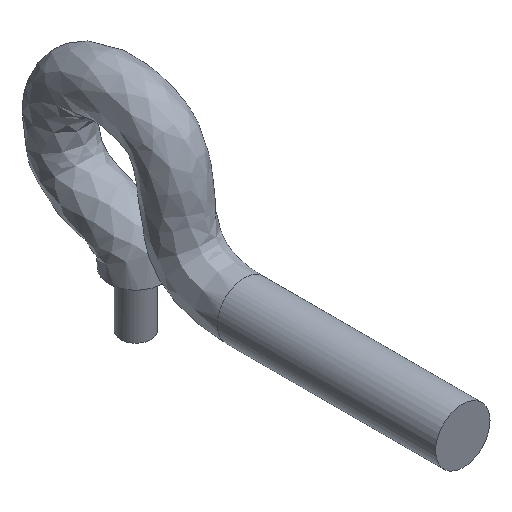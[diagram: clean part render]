
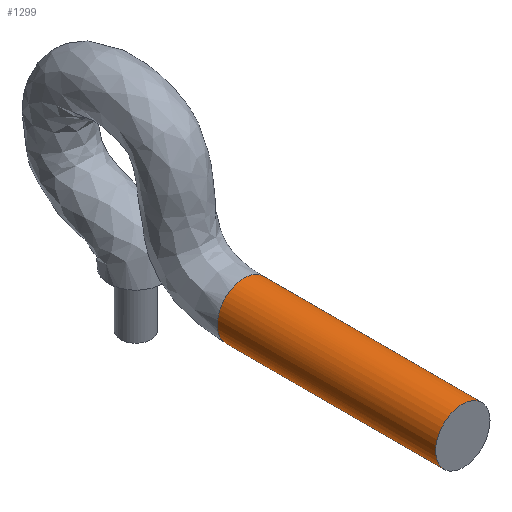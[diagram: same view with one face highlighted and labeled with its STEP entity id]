
A CAD part, isometric view. The second image highlights one B-rep face of the part: STEP entity #1299.
In plain terms, the highlighted face is a extrusion surface.
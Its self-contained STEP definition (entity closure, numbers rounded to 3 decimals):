
#50 = VERTEX_POINT('',#51);
#51 = CARTESIAN_POINT('',(3.,-12.,3.));
#205 = EDGE_CURVE('',#50,#50,#206,.T.);
#206 = ( BOUNDED_CURVE() B_SPLINE_CURVE(6,(#207,#208,#209,#210,#211,#212
,#213),.UNSPECIFIED.,.T.,.F.) B_SPLINE_CURVE_WITH_KNOTS((1,6,6,1),(
    -6.283,0.,6.283,12.566),.UNSPECIFIED.) 
CURVE() GEOMETRIC_REPRESENTATION_ITEM() RATIONAL_B_SPLINE_CURVE((
    1.669,1.037,1.038,0.854,
1.038,1.037,1.669)) REPRESENTATION_ITEM('') );
#207 = CARTESIAN_POINT('',(3.,-12.,3.));
#208 = CARTESIAN_POINT('',(3.,-11.904,7.984));
#209 = CARTESIAN_POINT('',(-3.164,-11.891,
    8.699));
#210 = CARTESIAN_POINT('',(-8.247,-12.,
    3.));
#211 = CARTESIAN_POINT('',(-3.164,-12.109,
    -2.699));
#212 = CARTESIAN_POINT('',(3.,-12.096,-1.984));
#213 = CARTESIAN_POINT('',(3.,-12.,3.));
#1299 = ADVANCED_FACE('',(#1300),#1319,.T.);
#1300 = FACE_BOUND('',#1301,.T.);
#1301 = EDGE_LOOP('',(#1302,#1310,#1317,#1318));
#1302 = ORIENTED_EDGE('',*,*,#1303,.T.);
#1303 = EDGE_CURVE('',#50,#1304,#1306,.T.);
#1304 = VERTEX_POINT('',#1305);
#1305 = CARTESIAN_POINT('',(3.,-36.115,3.));
#1306 = LINE('',#1307,#1308);
#1307 = CARTESIAN_POINT('',(3.,-12.,3.));
#1308 = VECTOR('',#1309,1.);
#1309 = DIRECTION('',(0.,-1.,0.));
#1310 = ORIENTED_EDGE('',*,*,#1311,.F.);
#1311 = EDGE_CURVE('',#1304,#1304,#1312,.T.);
#1312 = CIRCLE('',#1313,3.);
#1313 = AXIS2_PLACEMENT_3D('',#1314,#1315,#1316);
#1314 = CARTESIAN_POINT('',(0.,-36.115,
    3.));
#1315 = DIRECTION('',(0.,-1.,
    0.019));
#1316 = DIRECTION('',(1.,0.,0.));
#1317 = ORIENTED_EDGE('',*,*,#1303,.F.);
#1318 = ORIENTED_EDGE('',*,*,#205,.T.);
#1319 = SURFACE_OF_LINEAR_EXTRUSION('',#1320,#1325);
#1320 = CIRCLE('',#1321,3.);
#1321 = AXIS2_PLACEMENT_3D('',#1322,#1323,#1324);
#1322 = CARTESIAN_POINT('',(0.,-12.,
    3.));
#1323 = DIRECTION('',(0.,-1.,
    0.019));
#1324 = DIRECTION('',(1.,0.,0.));
#1325 = VECTOR('',#1326,1.);
#1326 = DIRECTION('',(0.,-1.,0.));
